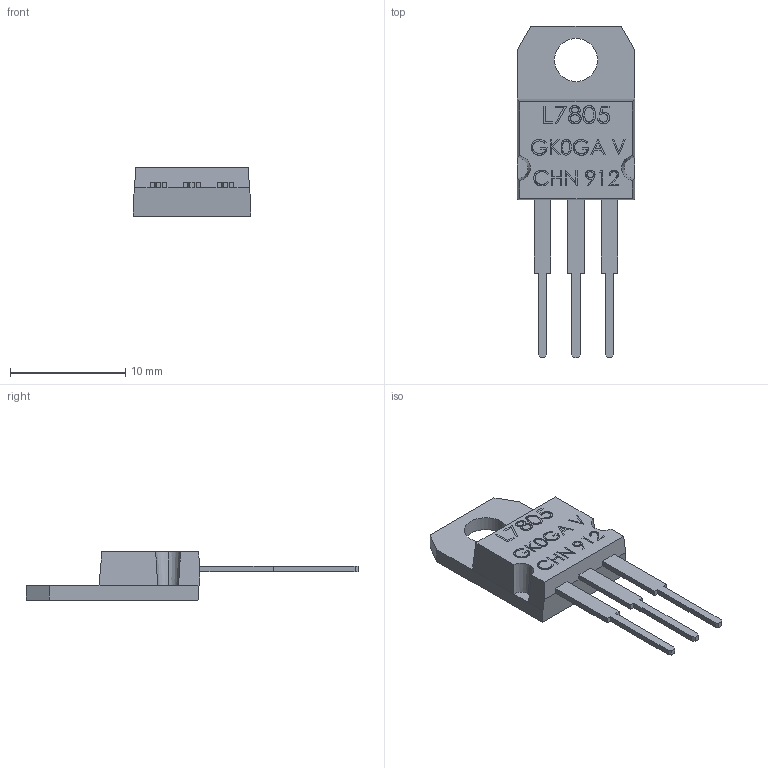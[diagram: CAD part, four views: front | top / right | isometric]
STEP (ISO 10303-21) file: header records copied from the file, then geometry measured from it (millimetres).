
FILE_DESCRIPTION (( 'STEP AP214' ), '1' );
FILE_NAME ('User Library-L7805.STEP', '2019-11-03T02:27:27', ( '' ), ( '' ), 'SwSTEP 2.0', 'SolidWorks 2019', '' );
FILE_SCHEMA (( 'AUTOMOTIVE_DESIGN' ));
Length unit declared in the file: millimetre
Products named in the file (1): User Library-L7805
Bounding box: 10.16 x 28.82 x 4.2 mm (x, y, z)
Volume: 438.5 mm3; surface area: 645 mm2
Topology: 18 solids, 18 shells, 470 faces, 1221 edges, 810 vertices
Faces by surface type: plane 295, bspline 170, cone 3, cylinder 2
Entity records: 28284 total; most frequent: CARTESIAN_POINT 14696, ORIENTED_EDGE 2442, DIRECTION 1489, EDGE_CURVE 1221, VECTOR 867, LINE 867, VERTEX_POINT 810, EDGE_LOOP 507
